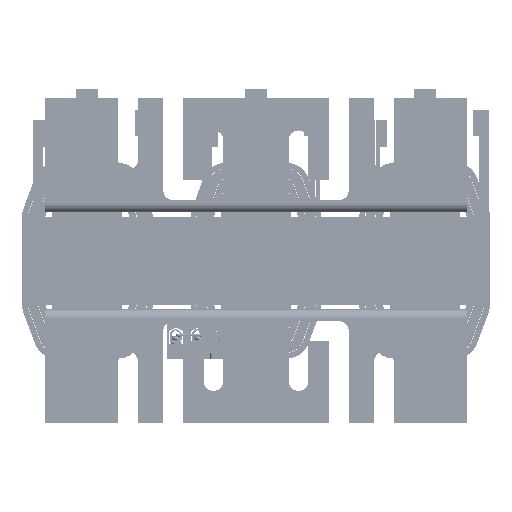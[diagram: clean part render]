
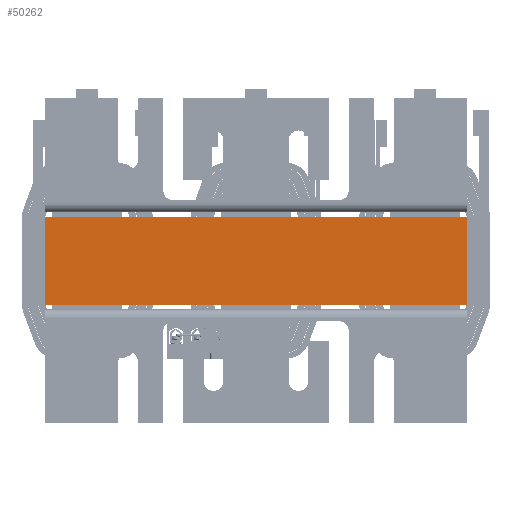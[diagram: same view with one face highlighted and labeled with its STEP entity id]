
A CAD part, front view. The second image highlights one B-rep face of the part: STEP entity #50262.
In plain terms, the highlighted face is planar.
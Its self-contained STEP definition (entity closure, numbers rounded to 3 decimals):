
#2108=PLANE('',#53915);
#3537=FACE_OUTER_BOUND('',#6343,.T.);
#6343=EDGE_LOOP('',(#33826,#33827,#33828,#33829));
#9357=LINE('',#72579,#14223);
#9362=LINE('',#72588,#14228);
#9366=LINE('',#72596,#14232);
#9367=LINE('',#72598,#14233);
#14223=VECTOR('',#58525,0.394);
#14228=VECTOR('',#58532,0.394);
#14232=VECTOR('',#58540,0.394);
#14233=VECTOR('',#58543,0.394);
#20999=VERTEX_POINT('',#72575);
#21001=VERTEX_POINT('',#72578);
#21003=VERTEX_POINT('',#72584);
#21006=VERTEX_POINT('',#72594);
#26103=EDGE_CURVE('',#21001,#20999,#9357,.T.);
#26108=EDGE_CURVE('',#21003,#21001,#9362,.T.);
#26112=EDGE_CURVE('',#20999,#21006,#9366,.T.);
#26113=EDGE_CURVE('',#21006,#21003,#9367,.T.);
#33826=ORIENTED_EDGE('',*,*,#26113,.T.);
#33827=ORIENTED_EDGE('',*,*,#26108,.T.);
#33828=ORIENTED_EDGE('',*,*,#26103,.T.);
#33829=ORIENTED_EDGE('',*,*,#26112,.T.);
#50262=ADVANCED_FACE('',(#3537),#2108,.T.);
#53915=AXIS2_PLACEMENT_3D('',#72597,#58541,#58542);
#58525=DIRECTION('',(-1.,0.,0.));
#58532=DIRECTION('',(0.,0.,-1.));
#58540=DIRECTION('',(0.,0.,1.));
#58541=DIRECTION('center_axis',(0.,1.,0.));
#58542=DIRECTION('ref_axis',(0.,0.,1.));
#58543=DIRECTION('',(1.,0.,0.));
#72575=CARTESIAN_POINT('',(0.003,2.403,-1.25));
#72578=CARTESIAN_POINT('',(12.003,2.403,-1.25));
#72579=CARTESIAN_POINT('',(0.003,2.403,-1.25));
#72584=CARTESIAN_POINT('',(12.003,2.403,1.25));
#72588=CARTESIAN_POINT('',(12.003,2.403,0.));
#72594=CARTESIAN_POINT('',(0.003,2.403,1.25));
#72596=CARTESIAN_POINT('',(0.003,2.403,0.));
#72597=CARTESIAN_POINT('Origin',(0.003,2.403,0.));
#72598=CARTESIAN_POINT('',(0.003,2.403,1.25));
